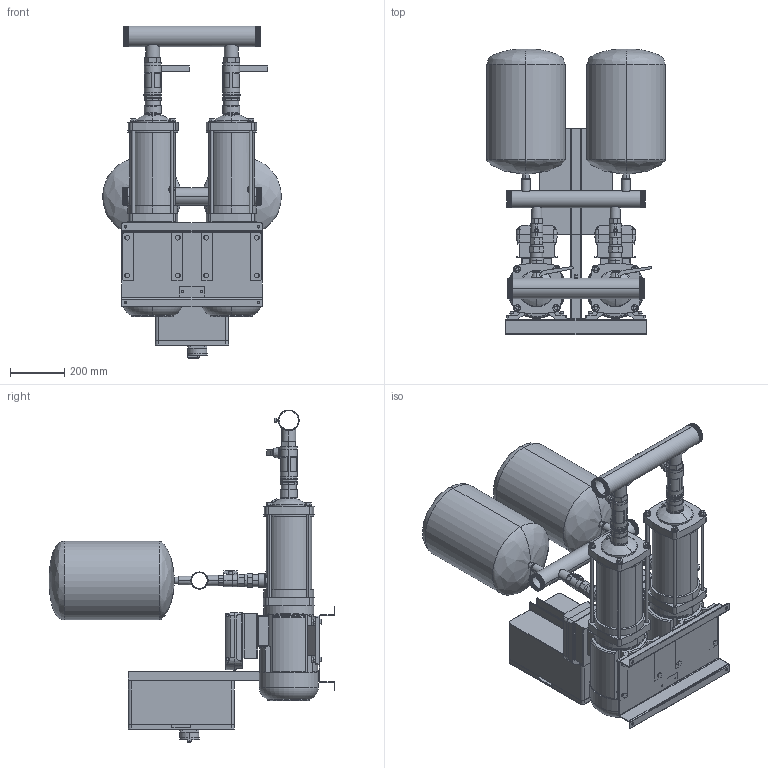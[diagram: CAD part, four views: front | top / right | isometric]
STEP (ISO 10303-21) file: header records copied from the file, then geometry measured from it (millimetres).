
FILE_DESCRIPTION (( 'STEP AP214' ), '1' );
FILE_NAME ('2EH_15-7_TE_ZB00064926.STEP', '2022-07-17T14:40:54', ( '' ), ( '' ), 'SwSTEP 2.0', 'SolidWorks 2020', '' );
FILE_SCHEMA (( 'AUTOMOTIVE_DESIGN' ));
Length unit declared in the file: millimetre
Products named in the file (1): 2EH_15-7_TE_ZB00064926
Bounding box: 660 x 1055 x 1226 mm (x, y, z)
Volume: 93663943.9 mm3; surface area: 5998013.6 mm2
Topology: 78 solids, 79 shells, 1808 faces, 4370 edges, 2819 vertices
Faces by surface type: plane 880, cylinder 711, cone 110, torus 59, bspline 38, sphere 10
Entity records: 90792 total; most frequent: CARTESIAN_POINT 27907, ORIENTED_EDGE 8728, DIRECTION 8690, EDGE_CURVE 4364, AXIS2_PLACEMENT_3D 3167, VERTEX_POINT 2819, LINE 2356, VECTOR 2356
